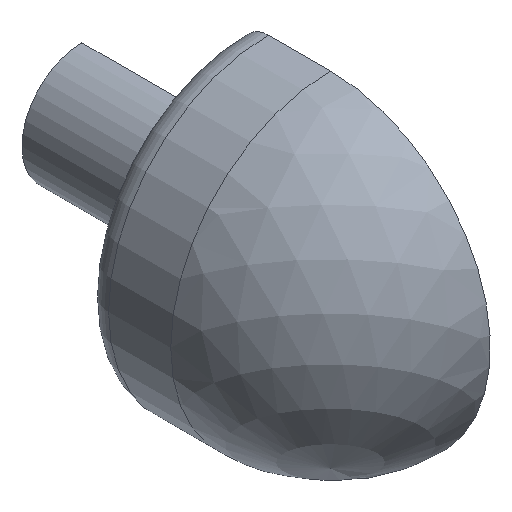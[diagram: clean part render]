
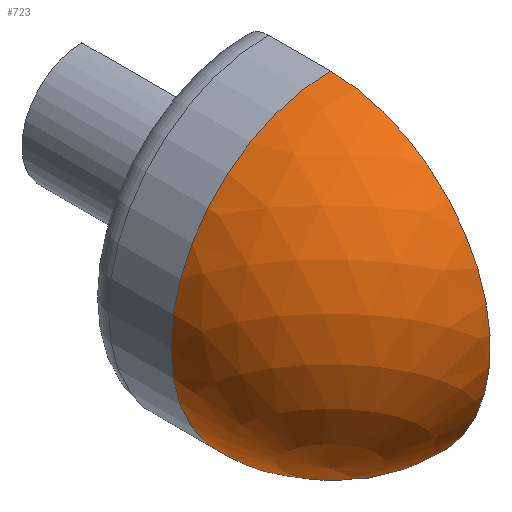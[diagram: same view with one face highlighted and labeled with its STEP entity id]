
A CAD part, isometric view. The second image highlights one B-rep face of the part: STEP entity #723.
In plain terms, the highlighted spherical face has radius 18 mm.
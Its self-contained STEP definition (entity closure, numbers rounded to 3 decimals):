
#19=SPHERICAL_SURFACE('',#822,18.);
#82=FACE_OUTER_BOUND('',#114,.T.);
#114=EDGE_LOOP('',(#660,#661,#662,#663,#664));
#125=CIRCLE('',#746,18.);
#126=CIRCLE('',#747,18.);
#175=CIRCLE('',#823,18.);
#176=CIRCLE('',#824,18.);
#288=VERTEX_POINT('',#1074);
#289=VERTEX_POINT('',#1076);
#290=VERTEX_POINT('',#1078);
#356=VERTEX_POINT('',#1308);
#365=EDGE_CURVE('',#289,#288,#125,.T.);
#366=EDGE_CURVE('',#290,#289,#126,.T.);
#467=EDGE_CURVE('',#289,#356,#175,.T.);
#468=EDGE_CURVE('',#290,#288,#176,.T.);
#660=ORIENTED_EDGE('',*,*,#366,.T.);
#661=ORIENTED_EDGE('',*,*,#467,.T.);
#662=ORIENTED_EDGE('',*,*,#467,.F.);
#663=ORIENTED_EDGE('',*,*,#365,.T.);
#664=ORIENTED_EDGE('',*,*,#468,.F.);
#723=ADVANCED_FACE('',(#82),#19,.T.);
#746=AXIS2_PLACEMENT_3D('',#1077,#845,#846);
#747=AXIS2_PLACEMENT_3D('',#1079,#847,#848);
#822=AXIS2_PLACEMENT_3D('',#1307,#1045,#1046);
#823=AXIS2_PLACEMENT_3D('',#1309,#1047,#1048);
#824=AXIS2_PLACEMENT_3D('',#1310,#1049,#1050);
#845=DIRECTION('center_axis',(-1.,0.,0.));
#846=DIRECTION('ref_axis',(0.,0.,-1.));
#847=DIRECTION('center_axis',(-1.,0.,0.));
#848=DIRECTION('ref_axis',(0.,0.,-1.));
#1045=DIRECTION('center_axis',(0.577,0.577,0.577));
#1046=DIRECTION('ref_axis',(-0.707,0.,0.707));
#1047=DIRECTION('center_axis',(-0.408,0.816,-0.408));
#1048=DIRECTION('ref_axis',(0.707,0.,-0.707));
#1049=DIRECTION('center_axis',(0.,1.,0.));
#1050=DIRECTION('ref_axis',(1.,0.,0.));
#1074=CARTESIAN_POINT('',(0.,0.,18.));
#1076=CARTESIAN_POINT('',(0.,-8.05,-16.1));
#1077=CARTESIAN_POINT('Origin',(0.,0.,0.));
#1078=CARTESIAN_POINT('',(0.,0.,-18.));
#1079=CARTESIAN_POINT('Origin',(0.,0.,0.));
#1307=CARTESIAN_POINT('Origin',(0.,0.,0.));
#1308=CARTESIAN_POINT('',(-10.392,-10.392,-10.392));
#1309=CARTESIAN_POINT('Origin',(0.,0.,0.));
#1310=CARTESIAN_POINT('Origin',(0.,0.,0.));
